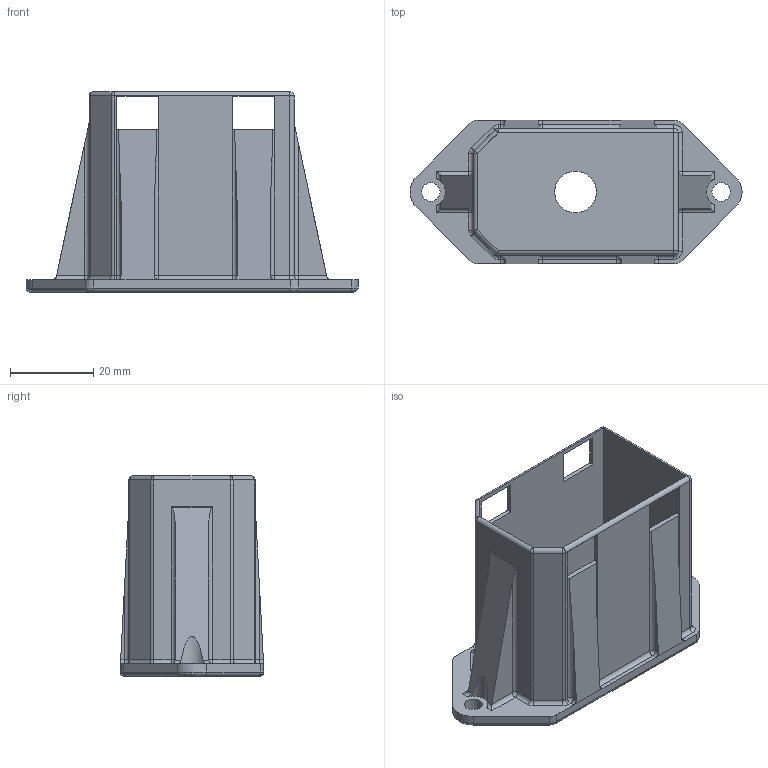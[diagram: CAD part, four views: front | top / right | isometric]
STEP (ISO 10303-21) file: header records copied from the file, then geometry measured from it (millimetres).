
FILE_DESCRIPTION (( 'STEP AP214' ), '1' );
FILE_NAME ('Switch_on_off_caixa.step', '2016-04-29T10:40:42', ( '' ), ( '' ), 'SwSTEP 2.0', 'SolidWorks 2016', '' );
FILE_SCHEMA (( 'AUTOMOTIVE_DESIGN' ));
Length unit declared in the file: millimetre
Products named in the file (1): Switch_on_off_caixa
Bounding box: 79.54 x 34.3 x 48 mm (x, y, z)
Volume: 16442.3 mm3; surface area: 18250.8 mm2
Topology: 1 solids, 1 shells, 163 faces, 411 edges, 232 vertices
Faces by surface type: cylinder 74, plane 58, bspline 31
Entity records: 7084 total; most frequent: CARTESIAN_POINT 1633, ORIENTED_EDGE 794, DIRECTION 728, EDGE_CURVE 397, AXIS2_PLACEMENT_3D 252, VERTEX_POINT 232, VECTOR 224, LINE 224
